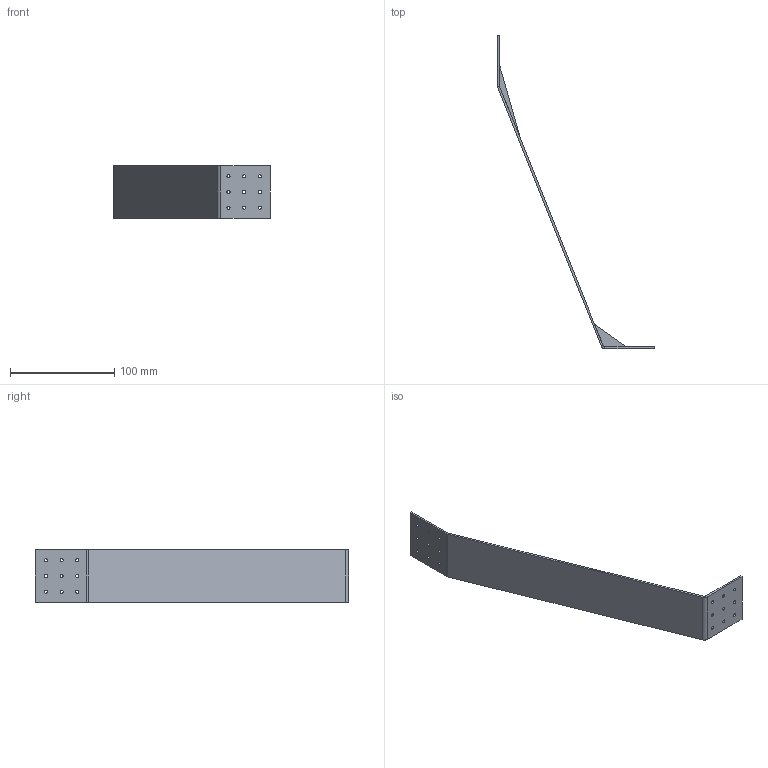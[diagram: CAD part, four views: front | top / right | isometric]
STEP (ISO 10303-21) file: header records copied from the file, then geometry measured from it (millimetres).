
FILE_DESCRIPTION (( 'STEP AP203' ), '1' );
FILE_NAME ('Back support-1.STEP', '2020-06-27T07:02:01', ( '' ), ( '' ), 'SwSTEP 2.0', 'SolidWorks 2017', '' );
FILE_SCHEMA (( 'CONFIG_CONTROL_DESIGN' ));
Length unit declared in the file: millimetre
Products named in the file (1): Back support-1
Bounding box: 150 x 300 x 50 mm (x, y, z)
Volume: 40766.3 mm3; surface area: 40098.7 mm2
Topology: 1 solids, 1 shells, 74 faces, 200 edges, 128 vertices
Faces by surface type: cylinder 44, plane 30
Entity records: 2493 total; most frequent: DIRECTION 438, CARTESIAN_POINT 403, ORIENTED_EDGE 400, EDGE_CURVE 200, AXIS2_PLACEMENT_3D 163, VERTEX_POINT 128, LINE 112, VECTOR 112
